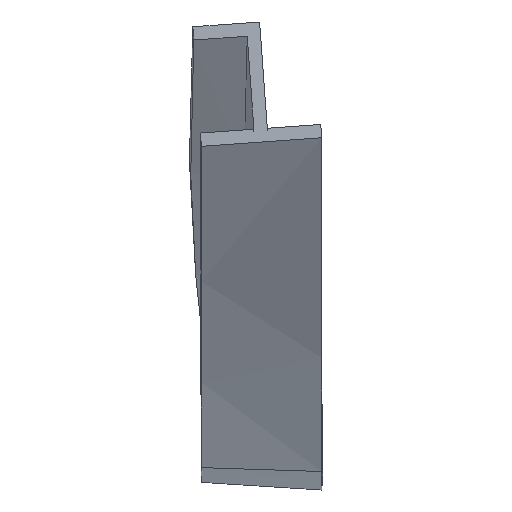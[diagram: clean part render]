
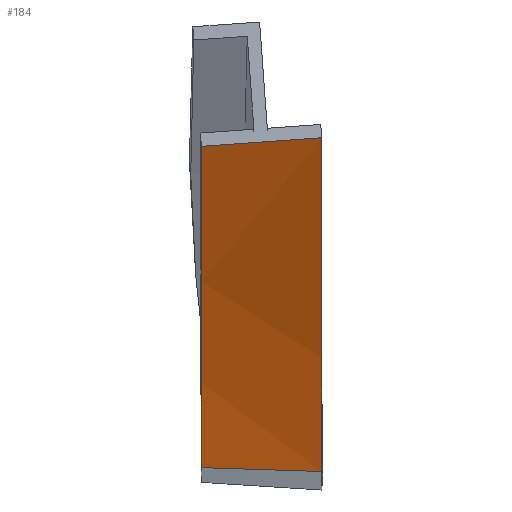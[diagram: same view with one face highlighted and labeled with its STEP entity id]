
A CAD part, top view. The second image highlights one B-rep face of the part: STEP entity #184.
In plain terms, the highlighted free-form (B-spline) face has degree [3, 1] with [14, 4] control points.
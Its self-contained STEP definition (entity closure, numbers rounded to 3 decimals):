
#1=CARTESIAN_POINT('POINT1',(622.006,2365.473,
   12699.104));
#2=VERTEX_POINT('VERTEX1',#1);
#67=CARTESIAN_POINT('POINT10',(393.994,
   2349.192,12700.896));
#68=VERTEX_POINT('VERTEX10',#67);
#75=CARTESIAN_POINT('POS10',(393.994,2349.192,
   12700.896));
#76=DIRECTION('DIR10',(0.997,0.071,
   -0.008));
#77=VECTOR('VEC10',#76,25.4);
#78=LINE('STRAIGHT10',#75,#77);
#79=EDGE_CURVE('EDGE10',#68,#2,#78,.T.);
#89=CARTESIAN_POINT('POINT11',(622.241,
   1746.116,5080.133));
#90=VERTEX_POINT('VERTEX11',#89);
#91=(BOUNDED_CURVE() B_SPLINE_CURVE(3,(#92,#93,#94,#95,#96,#97,#98,#99,
   #100,#101),.UNSPECIFIED.,.F.,.F.) B_SPLINE_CURVE_WITH_KNOTS((4,1,1,1,
   1,1,1,4),(0.,0.141,0.282,
   0.424,0.567,0.71,
   0.855,1.),.UNSPECIFIED.) CURVE() 
   GEOMETRIC_REPRESENTATION_ITEM() RATIONAL_B_SPLINE_CURVE((1.,
   1.,1.,1.,1.,1.,1.,1.,
   1.,1.)) REPRESENTATION_ITEM('SPLINE_CRV1'));
#92=CARTESIAN_POINT('',(622.241,1746.115,
   5080.115));
#93=CARTESIAN_POINT('',(622.272,1755.129,
   5390.734));
#94=CARTESIAN_POINT('',(622.307,1779.195,
   6027.043));
#95=CARTESIAN_POINT('',(622.312,1833.468,
   7025.213));
#96=CARTESIAN_POINT('',(622.163,1906.244,
   8068.029));
#97=CARTESIAN_POINT('',(621.927,1997.508,
   9156.605));
#98=CARTESIAN_POINT('',(621.729,2107.665,
   10290.89));
#99=CARTESIAN_POINT('',(621.671,2234.583,
   11469.577));
#100=CARTESIAN_POINT('',(621.863,2320.986,
   12284.127));
#101=CARTESIAN_POINT('',(622.006,2365.473,
   12699.104));
#102=EDGE_CURVE('EDGE11',#90,#2,#91,.T.);
#103=ORIENTED_EDGE('COEDGE11',*,*,#102,.T.);
#104=ORIENTED_EDGE('COEDGE12',*,*,#79,.F.);
#105=CARTESIAN_POINT('POINT12',(393.759,
   1753.442,5079.867));
#106=VERTEX_POINT('VERTEX12',#105);
#107=(BOUNDED_CURVE() B_SPLINE_CURVE(3,(#108,#109,#110,#111,#112,#113,
   #114,#115,#116,#117),.UNSPECIFIED.,.F.,.F.) B_SPLINE_CURVE_WITH_KNOTS
   ((4,1,1,1,1,1,1,4),(0.,0.141,
   0.282,0.424,0.567,
   0.71,0.855,1.),.UNSPECIFIED.) 
   CURVE() GEOMETRIC_REPRESENTATION_ITEM() RATIONAL_B_SPLINE_CURVE((
   1.,1.,1.,1.,1.,1.,1.,
   1.,1.,1.)) REPRESENTATION_ITEM('SPLINE_CRV2'));
#108=CARTESIAN_POINT('',(393.759,1753.444,
   5079.885));
#109=CARTESIAN_POINT('',(393.728,1760.897,
   5389.987));
#110=CARTESIAN_POINT('',(393.693,1781.489,
   6025.473));
#111=CARTESIAN_POINT('',(393.688,1829.322,
   7023.015));
#112=CARTESIAN_POINT('',(393.837,1894.978,
   8065.901));
#113=CARTESIAN_POINT('',(394.072,1979.413,
   9155.127));
#114=CARTESIAN_POINT('',(394.271,2084.197,
   10290.583));
#115=CARTESIAN_POINT('',(394.329,2209.043,
   11470.687));
#116=CARTESIAN_POINT('',(394.137,2300.742,
   12285.73));
#117=CARTESIAN_POINT('',(393.994,2349.192,
   12700.896));
#118=EDGE_CURVE('EDGE12',#106,#68,#107,.T.);
#119=ORIENTED_EDGE('COEDGE13',*,*,#118,.F.);
#120=(BOUNDED_CURVE() B_SPLINE_CURVE(1,(#121,#122),.UNSPECIFIED.,.F.,.F.
   ) B_SPLINE_CURVE_WITH_KNOTS((2,2),(0.,
   1.),.UNSPECIFIED.) CURVE() 
   GEOMETRIC_REPRESENTATION_ITEM() RATIONAL_B_SPLINE_CURVE((1.,
   1.)) REPRESENTATION_ITEM('SPLINE_CRV3'));
#121=CARTESIAN_POINT('',(393.759,1753.442,
   5079.867));
#122=CARTESIAN_POINT('',(622.241,1746.116,
   5080.133));
#123=EDGE_CURVE('EDGE13',#106,#90,#120,.T.);
#124=ORIENTED_EDGE('COEDGE14',*,*,#123,.T.);
#125=EDGE_LOOP('NONE',(#103,#104,#119,#124));
#126=FACE_BOUND('LOOP1',#125,.T.);
#127=(BOUNDED_SURFACE() B_SPLINE_SURFACE(3,1,((#128,#129,#130,#131),(
   #132,#133,#134,#135),(#136,#137,#138,#139),(#140,#141,#142,#143),(
   #144,#145,#146,#147),(#148,#149,#150,#151),(#152,#153,#154,#155),(
   #156,#157,#158,#159),(#160,#161,#162,#163),(#164,#165,#166,#167),(
   #168,#169,#170,#171),(#172,#173,#174,#175),(#176,#177,#178,#179),(
   #180,#181,#182,#183)),.UNSPECIFIED.,.F.,.F.,.U.) 
   B_SPLINE_SURFACE_WITH_KNOTS((4,3,2,2,3,4),(2,1,1,2),(-0.01,
   0.,0.333,0.667,1.,
   1.01),(-0.012,0.,1.,
   1.012),.UNSPECIFIED.) GEOMETRIC_REPRESENTATION_ITEM()
    RATIONAL_B_SPLINE_SURFACE(((1.,1.,1.,1.),(
   1.,1.,1.,1.),(1.,1.,1.,
   1.),(1.,1.,1.,1.),(1.,1.,
   1.,1.),(1.,1.,1.,1.),(1.,
   1.,1.,1.),(1.,1.,1.,1.),(
   1.,1.,1.,1.),(1.,1.,1.,
   1.),(1.,1.,1.,1.),(1.,1.,
   1.,1.),(1.,1.,1.,1.),(1.,
   1.,1.,1.))) REPRESENTATION_ITEM('SPLINE_SURF1') 
   SURFACE());
#128=CARTESIAN_POINT('',(390.917,1751.972,
   5015.197));
#129=CARTESIAN_POINT('',(393.764,1751.877,
   5015.201));
#130=CARTESIAN_POINT('',(622.236,1744.24,
   5015.472));
#131=CARTESIAN_POINT('',(625.083,1744.145,
   5015.475));
#132=CARTESIAN_POINT('',(390.915,1752.492,
   5036.753));
#133=CARTESIAN_POINT('',(393.762,1752.398,
   5036.756));
#134=CARTESIAN_POINT('',(622.238,1744.865,
   5037.026));
#135=CARTESIAN_POINT('',(625.085,1744.771,
   5037.029));
#136=CARTESIAN_POINT('',(390.913,1753.013,
   5058.308));
#137=CARTESIAN_POINT('',(393.76,1752.92,
   5058.312));
#138=CARTESIAN_POINT('',(622.24,1745.491,
   5058.579));
#139=CARTESIAN_POINT('',(625.087,1745.398,
   5058.583));
#140=CARTESIAN_POINT('',(390.912,1753.533,
   5079.864));
#141=CARTESIAN_POINT('',(393.759,1753.442,
   5079.867));
#142=CARTESIAN_POINT('',(622.241,1746.116,
   5080.133));
#143=CARTESIAN_POINT('',(625.088,1746.025,
   5080.136));
#144=CARTESIAN_POINT('',(390.855,1770.882,
   5798.383));
#145=CARTESIAN_POINT('',(393.703,1770.833,
   5798.385));
#146=CARTESIAN_POINT('',(622.297,1766.965,
   5798.586));
#147=CARTESIAN_POINT('',(625.145,1766.917,
   5798.588));
#148=CARTESIAN_POINT('',(390.804,1803.006,
   6559.665));
#149=CARTESIAN_POINT('',(393.654,1803.018,
   6559.666));
#150=CARTESIAN_POINT('',(622.346,1804.,
   6559.693));
#151=CARTESIAN_POINT('',(625.196,1804.012,
   6559.694));
#152=CARTESIAN_POINT('',(390.988,1900.148,
   8168.436));
#153=CARTESIAN_POINT('',(393.834,1900.293,
   8168.425));
#154=CARTESIAN_POINT('',(622.166,1911.931,
   8167.593));
#155=CARTESIAN_POINT('',(625.012,1912.076,
   8167.582));
#156=CARTESIAN_POINT('',(391.224,1965.166,
   9015.923));
#157=CARTESIAN_POINT('',(394.063,1965.384,
   9015.904));
#158=CARTESIAN_POINT('',(621.937,1982.829,
   9014.384));
#159=CARTESIAN_POINT('',(624.776,1983.046,
   9014.365));
#160=CARTESIAN_POINT('',(391.497,2133.268,
   10794.85));
#161=CARTESIAN_POINT('',(394.33,2133.579,
   10794.818));
#162=CARTESIAN_POINT('',(621.67,2158.5,
   10792.242));
#163=CARTESIAN_POINT('',(624.503,2158.811,
   10792.21));
#164=CARTESIAN_POINT('',(391.534,2236.353,
   11726.288));
#165=CARTESIAN_POINT('',(394.366,2236.684,
   11726.252));
#166=CARTESIAN_POINT('',(621.634,2263.275,
   11723.309));
#167=CARTESIAN_POINT('',(624.466,2263.606,
   11723.272));
#168=CARTESIAN_POINT('',(391.153,2348.989,
   12700.918));
#169=CARTESIAN_POINT('',(393.994,2349.192,
   12700.896));
#170=CARTESIAN_POINT('',(622.006,2365.473,
   12699.104));
#171=CARTESIAN_POINT('',(624.847,2365.676,
   12699.082));
#172=CARTESIAN_POINT('',(391.141,2352.368,
   12730.157));
#173=CARTESIAN_POINT('',(393.983,2352.567,
   12730.135));
#174=CARTESIAN_POINT('',(622.017,2368.539,
   12728.378));
#175=CARTESIAN_POINT('',(624.859,2368.738,
   12728.356));
#176=CARTESIAN_POINT('',(391.13,2355.747,
   12759.396));
#177=CARTESIAN_POINT('',(393.971,2355.942,
   12759.375));
#178=CARTESIAN_POINT('',(622.029,2371.605,
   12757.652));
#179=CARTESIAN_POINT('',(624.87,2371.8,
   12757.63));
#180=CARTESIAN_POINT('',(391.118,2359.126,
   12788.635));
#181=CARTESIAN_POINT('',(393.96,2359.318,
   12788.614));
#182=CARTESIAN_POINT('',(622.04,2374.671,
   12786.925));
#183=CARTESIAN_POINT('',(624.882,2374.862,
   12786.904));
#184=ADVANCED_FACE('FACE2',(#126),#127,.F.);
